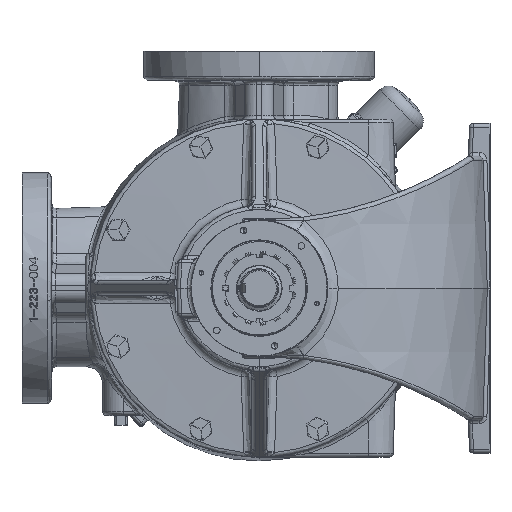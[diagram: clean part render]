
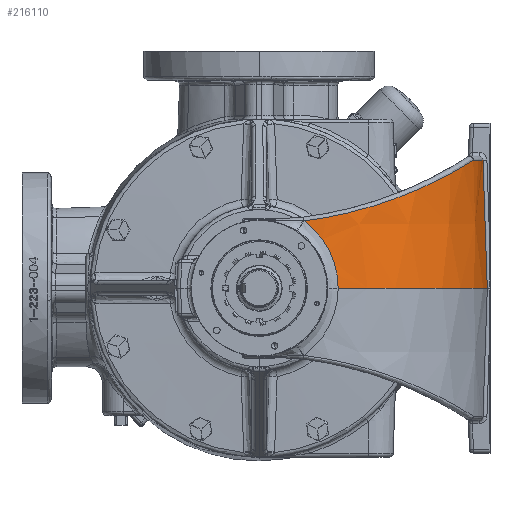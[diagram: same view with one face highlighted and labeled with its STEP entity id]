
A CAD part, left-side view. The second image highlights one B-rep face of the part: STEP entity #216110.
In plain terms, the highlighted conical face has half-angle 2 degrees and reference radius 138.176 mm.
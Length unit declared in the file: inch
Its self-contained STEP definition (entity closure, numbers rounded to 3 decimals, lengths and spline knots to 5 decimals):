
#7050 = CARTESIAN_POINT ( 'NONE',  ( -5.65964, -6.85028, 2.00759 ) ) ;
#10533 = CARTESIAN_POINT ( 'NONE',  ( -10.95023, -1.44229, 1.98106 ) ) ;
#11359 = CARTESIAN_POINT ( 'NONE',  ( -10.92766, -2.08096, 1.23367 ) ) ;
#12214 = CARTESIAN_POINT ( 'NONE',  ( -10.91988, -2.39567, 0. ) ) ;
#17602 = CARTESIAN_POINT ( 'NONE',  ( -8.81992, -5.63518, 3.38528 ) ) ;
#18468 = CARTESIAN_POINT ( 'NONE',  ( -10.26623, -3.95948, 2.65189 ) ) ;
#26888 = CARTESIAN_POINT ( 'NONE',  ( -5.61685, -6.80815, 3.25866 ) ) ;
#28324 = ORIENTED_EDGE ( 'NONE', *, *, #163428, .T. ) ;
#31192 = CARTESIAN_POINT ( 'NONE',  ( -10.91813, -2.20979, 0.96892 ) ) ;
#31833 = ORIENTED_EDGE ( 'NONE', *, *, #117505, .T. ) ;
#37435 = CARTESIAN_POINT ( 'NONE',  ( -8.93034, -5.54834, 3.33976 ) ) ;
#38281 = CARTESIAN_POINT ( 'NONE',  ( -10.57072, -3.33059, 2.44653 ) ) ;
#40827 = B_SPLINE_CURVE_WITH_KNOTS ( 'NONE', 3,
 ( #135124, #94546, #96238, #234694, #116098, #254581, #135989, #17602, #155882, #37435, #175807, #57281, #195769, #77147, #215612, #97088, #235554, #116946, #255436, #136833, #18468, #156750, #38281, #176663, #58140, #196625, #78031, #216474, #97949, #236437, #117816, #256292 ),
 .UNSPECIFIED., .F., .F.,
 ( 4, 2, 2, 2, 2, 2, 2, 2, 2, 2, 2, 2, 2, 2, 2, 4 ),
 ( 0., 0.0222, 0.0444, 0.04718, 0.04995, 0.0555, 0.0666, 0.08881, 0.09436, 0.09991, 0.11101, 0.13321, 0.14431, 0.14986, 0.15541, 0.17761 ),
 .UNSPECIFIED. ) ;
#46197 = VERTEX_POINT ( 'NONE', #106427 ) ;
#50211 = CARTESIAN_POINT ( 'NONE',  ( -10.95046, -1.5186, 1.91777 ) ) ;
#51049 = CARTESIAN_POINT ( 'NONE',  ( -10.91362, -2.27708, 0.78192 ) ) ;
#57281 = CARTESIAN_POINT ( 'NONE',  ( -9.14346, -5.368, 3.24783 ) ) ;
#58140 = CARTESIAN_POINT ( 'NONE',  ( -10.74709, -2.79312, 2.30402 ) ) ;
#58463 = EDGE_CURVE ( 'NONE', #145742, #75593, #150362, .T. ) ;
#58517 = CARTESIAN_POINT ( 'NONE',  ( -10.91988, -2.39567, 0. ) ) ;
#62931 = ORIENTED_EDGE ( 'NONE', *, *, #58463, .T. ) ;
#66116 = VERTEX_POINT ( 'NONE', #96453 ) ;
#70064 = CARTESIAN_POINT ( 'NONE',  ( -10.94869, -1.66355, 1.78315 ) ) ;
#70927 = CARTESIAN_POINT ( 'NONE',  ( -10.91146, -2.31858, 0.63886 ) ) ;
#75593 = VERTEX_POINT ( 'NONE', #58517 ) ;
#77147 = CARTESIAN_POINT ( 'NONE',  ( -9.53985, -4.98088, 3.06187 ) ) ;
#78031 = CARTESIAN_POINT ( 'NONE',  ( -10.81625, -2.51443, 2.23952 ) ) ;
#81777 = CARTESIAN_POINT ( 'NONE',  ( -10.94841, -1.36215, 2.04032 ) ) ;
#90009 = CARTESIAN_POINT ( 'NONE',  ( -10.9427, -1.82919, 1.59853 ) ) ;
#90832 = CARTESIAN_POINT ( 'NONE',  ( -10.91071, -2.36967, 0.39687 ) ) ;
#91751 = DIRECTION ( 'NONE',  ( 0., 0., -1. ) ) ;
#92150 = EDGE_LOOP ( 'NONE', ( #136105, #28324, #31833, #183850, #62931 ) ) ;
#93715 = DIRECTION ( 'NONE',  ( 0., 0., -1. ) ) ;
#94546 = CARTESIAN_POINT ( 'NONE',  ( -7.48261, -6.40194, 3.82552 ) ) ;
#96238 = CARTESIAN_POINT ( 'NONE',  ( -7.74409, -6.29043, 3.7563 ) ) ;
#96453 = CARTESIAN_POINT ( 'NONE',  ( -7.20752, -6.4942, 3.88419 ) ) ;
#97088 = CARTESIAN_POINT ( 'NONE',  ( -9.92736, -4.49138, 2.85353 ) ) ;
#97949 = CARTESIAN_POINT ( 'NONE',  ( -10.85975, -2.30173, 2.19431 ) ) ;
#99492 = FACE_OUTER_BOUND ( 'NONE', #92150, .T. ) ;
#105582 = CARTESIAN_POINT ( 'NONE',  ( -5.70543, -6.89509, 0.6692 ) ) ;
#106427 = CARTESIAN_POINT ( 'NONE',  ( -5.59547, -6.7869, 3.88419 ) ) ;
#107309 = CARTESIAN_POINT ( 'NONE',  ( -10.94841, -1.36215, 2.04032 ) ) ;
#108836 = DIRECTION ( 'NONE',  ( 0., 0., -1. ) ) ;
#109883 = CARTESIAN_POINT ( 'NONE',  ( -10.93803, -1.92041, 1.48082 ) ) ;
#110695 = CARTESIAN_POINT ( 'NONE',  ( -10.91384, -2.39025, 0.19919 ) ) ;
#113023 = EDGE_CURVE ( 'NONE', #145563, #75593, #253605, .T. ) ;
#116098 = CARTESIAN_POINT ( 'NONE',  ( -8.48108, -5.88458, 3.51909 ) ) ;
#116946 = CARTESIAN_POINT ( 'NONE',  ( -10.04654, -4.31857, 2.78514 ) ) ;
#117505 = EDGE_CURVE ( 'NONE', #46197, #66116, #230402, .T. ) ;
#117816 = CARTESIAN_POINT ( 'NONE',  ( -10.94621, -1.65576, 2.07711 ) ) ;
#121557 = AXIS2_PLACEMENT_3D ( 'NONE', #207512, #108836, #228283 ) ;
#125454 = CARTESIAN_POINT ( 'NONE',  ( -5.68253, -6.87275, 1.3384 ) ) ;
#126116 = EDGE_CURVE ( 'NONE', #66116, #145742, #40827, .T. ) ;
#129721 = CARTESIAN_POINT ( 'NONE',  ( -10.93122, -2.03125, 1.31815 ) ) ;
#130586 = CARTESIAN_POINT ( 'NONE',  ( -10.918, -2.39623, 0.04984 ) ) ;
#132308 = B_SPLINE_CURVE_WITH_KNOTS ( 'NONE', 3,
 ( #224128, #105582, #125454, #7050, #145367, #26888, #165260 ),
 .UNSPECIFIED., .F., .F.,
 ( 4, 3, 4 ),
 ( 0., 0.05105, 0.09877 ),
 .UNSPECIFIED. ) ;
#135124 = CARTESIAN_POINT ( 'NONE',  ( -7.20752, -6.4942, 3.88419 ) ) ;
#135989 = CARTESIAN_POINT ( 'NONE',  ( -8.76401, -5.67766, 3.40782 ) ) ;
#136105 = ORIENTED_EDGE ( 'NONE', *, *, #113023, .F. ) ;
#136833 = CARTESIAN_POINT ( 'NONE',  ( -10.19669, -4.08095, 2.69541 ) ) ;
#145367 = CARTESIAN_POINT ( 'NONE',  ( -5.63825, -6.82927, 2.63313 ) ) ;
#145563 = VERTEX_POINT ( 'NONE', #235921 ) ;
#145742 = VERTEX_POINT ( 'NONE', #81777 ) ;
#149662 = CARTESIAN_POINT ( 'NONE',  ( -10.92112, -2.17023, 1.05905 ) ) ;
#150362 = B_SPLINE_CURVE_WITH_KNOTS ( 'NONE', 3,
 ( #107309, #10533, #50211, #70064, #208522, #90009, #228444, #109883, #248404, #129721, #11359, #149662, #31192, #169554, #51049, #189464, #70927, #209381, #90832, #229292, #110695, #249226, #130586, #12214 ),
 .UNSPECIFIED., .F., .F.,
 ( 4, 2, 2, 2, 2, 2, 2, 2, 2, 2, 2, 4 ),
 ( 0., 0.00754, 0.01507, 0.01884, 0.02261, 0.03015, 0.03768, 0.04145, 0.04522, 0.05276, 0.05653, 0.0603 ),
 .UNSPECIFIED. ) ;
#155882 = CARTESIAN_POINT ( 'NONE',  ( -8.84773, -5.61364, 3.37392 ) ) ;
#156750 = CARTESIAN_POINT ( 'NONE',  ( -10.46041, -3.58788, 2.52541 ) ) ;
#163428 = EDGE_CURVE ( 'NONE', #145563, #46197, #132308, .T. ) ;
#165260 = CARTESIAN_POINT ( 'NONE',  ( -5.59547, -6.7869, 3.88419 ) ) ;
#169554 = CARTESIAN_POINT ( 'NONE',  ( -10.91462, -2.26122, 0.82931 ) ) ;
#175807 = CARTESIAN_POINT ( 'NONE',  ( -8.98438, -5.50392, 3.31685 ) ) ;
#176663 = CARTESIAN_POINT ( 'NONE',  ( -10.7067, -2.9294, 2.33837 ) ) ;
#183850 = ORIENTED_EDGE ( 'NONE', *, *, #126116, .T. ) ;
#189464 = CARTESIAN_POINT ( 'NONE',  ( -10.91204, -2.30573, 0.68674 ) ) ;
#195769 = CARTESIAN_POINT ( 'NONE',  ( -9.24547, -5.27386, 3.20142 ) ) ;
#196625 = CARTESIAN_POINT ( 'NONE',  ( -10.79993, -2.58465, 2.2553 ) ) ;
#206046 = AXIS2_PLACEMENT_3D ( 'NONE', #210275, #91751, #230192 ) ;
#206845 = AXIS2_PLACEMENT_3D ( 'NONE', #212213, #93715, #232152 ) ;
#207512 = CARTESIAN_POINT ( 'NONE',  ( -5.44, -1.34508, 4. ) ) ;
#208522 = CARTESIAN_POINT ( 'NONE',  ( -10.94669, -1.7322, 1.71182 ) ) ;
#209381 = CARTESIAN_POINT ( 'NONE',  ( -10.91043, -2.35274, 0.49436 ) ) ;
#210275 = CARTESIAN_POINT ( 'NONE',  ( -5.44, -1.34508, 3.88419 ) ) ;
#212213 = CARTESIAN_POINT ( 'NONE',  ( -5.44, -1.34508, 0. ) ) ;
#215612 = CARTESIAN_POINT ( 'NONE',  ( -9.72062, -4.77155, 2.96841 ) ) ;
#216110 = ADVANCED_FACE ( 'NONE', ( #99492 ), #223665, .T. ) ;
#216474 = CARTESIAN_POINT ( 'NONE',  ( -10.8462, -2.3728, 2.20899 ) ) ;
#223665 = CONICAL_SURFACE ( 'NONE', #121557, 5.44, 0.035 ) ;
#224128 = CARTESIAN_POINT ( 'NONE',  ( -5.72833, -6.91731, 0. ) ) ;
#228283 = DIRECTION ( 'NONE',  ( -1., 0., 0. ) ) ;
#228444 = CARTESIAN_POINT ( 'NONE',  ( -10.9412, -1.86052, 1.55969 ) ) ;
#229292 = CARTESIAN_POINT ( 'NONE',  ( -10.91284, -2.38621, 0.24889 ) ) ;
#230192 = DIRECTION ( 'NONE',  ( -1., 0., 0. ) ) ;
#230402 = CIRCLE ( 'NONE', #206046, 5.44404 ) ;
#232152 = DIRECTION ( 'NONE',  ( 1., 0., 0. ) ) ;
#234694 = CARTESIAN_POINT ( 'NONE',  ( -8.24333, -6.03176, 3.6031 ) ) ;
#235554 = CARTESIAN_POINT ( 'NONE',  ( -9.96774, -4.43442, 2.83065 ) ) ;
#235921 = CARTESIAN_POINT ( 'NONE',  ( -5.72833, -6.91731, 0. ) ) ;
#236437 = CARTESIAN_POINT ( 'NONE',  ( -10.92036, -1.94511, 2.12391 ) ) ;
#248404 = CARTESIAN_POINT ( 'NONE',  ( -10.93635, -1.94907, 1.44068 ) ) ;
#249226 = CARTESIAN_POINT ( 'NONE',  ( -10.91642, -2.39525, 0.09964 ) ) ;
#253605 = CIRCLE ( 'NONE', #206845, 5.57968 ) ;
#254581 = CARTESIAN_POINT ( 'NONE',  ( -8.73587, -5.69861, 3.41901 ) ) ;
#255436 = CARTESIAN_POINT ( 'NONE',  ( -10.08503, -4.25957, 2.76247 ) ) ;
#256292 = CARTESIAN_POINT ( 'NONE',  ( -10.94841, -1.36215, 2.04032 ) ) ;
